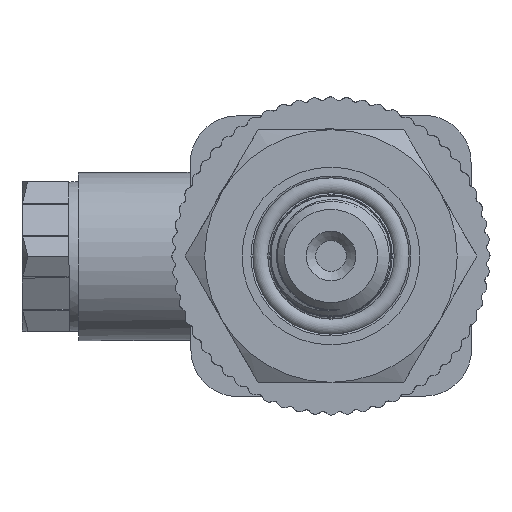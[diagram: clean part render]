
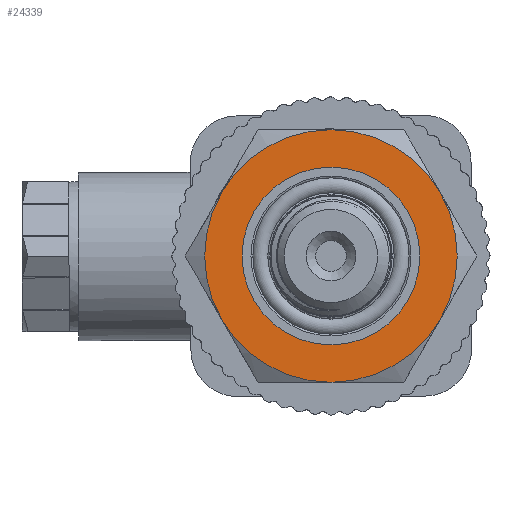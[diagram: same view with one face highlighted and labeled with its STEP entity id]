
A CAD part, left-side view. The second image highlights one B-rep face of the part: STEP entity #24339.
In plain terms, the highlighted conical face has half-angle 89.979 degrees and reference radius 11 mm.
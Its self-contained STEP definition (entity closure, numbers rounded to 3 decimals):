
#1407=CONICAL_SURFACE('',#25629,11.,1.57);
#1952=FACE_OUTER_BOUND('',#3330,.T.);
#3330=EDGE_LOOP('',(#17978,#17979,#17980,#17981));
#4575=CIRCLE('',#25630,13.5);
#4576=CIRCLE('',#25631,9.5);
#6445=LINE('',#43363,#8443);
#8443=VECTOR('',#27567,11.);
#10681=VERTEX_POINT('',#43360);
#10682=VERTEX_POINT('',#43362);
#13465=EDGE_CURVE('',#10681,#10681,#4575,.T.);
#13466=EDGE_CURVE('',#10681,#10682,#6445,.T.);
#13467=EDGE_CURVE('',#10682,#10682,#4576,.T.);
#17978=ORIENTED_EDGE('',*,*,#13465,.F.);
#17979=ORIENTED_EDGE('',*,*,#13466,.T.);
#17980=ORIENTED_EDGE('',*,*,#13467,.T.);
#17981=ORIENTED_EDGE('',*,*,#13466,.F.);
#24339=ADVANCED_FACE('',(#1952),#1407,.T.);
#25629=AXIS2_PLACEMENT_3D('',#43359,#27563,#27564);
#25630=AXIS2_PLACEMENT_3D('',#43361,#27565,#27566);
#25631=AXIS2_PLACEMENT_3D('',#43364,#27568,#27569);
#27563=DIRECTION('center_axis',(1.,0.,0.));
#27564=DIRECTION('ref_axis',(0.,1.,0.));
#27565=DIRECTION('center_axis',(1.,0.,0.));
#27566=DIRECTION('ref_axis',(0.,1.,0.));
#27567=DIRECTION('',(0.,1.,0.));
#27568=DIRECTION('center_axis',(1.,0.,0.));
#27569=DIRECTION('ref_axis',(0.,0.,-1.));
#43359=CARTESIAN_POINT('Origin',(-46.999,0.,0.));
#43360=CARTESIAN_POINT('',(-46.999,-13.5,0.));
#43361=CARTESIAN_POINT('Origin',(-46.999,0.,
0.));
#43362=CARTESIAN_POINT('',(-47.,-9.5,0.));
#43363=CARTESIAN_POINT('',(-46.999,-11.,0.));
#43364=CARTESIAN_POINT('Origin',(-47.,0.,0.));
